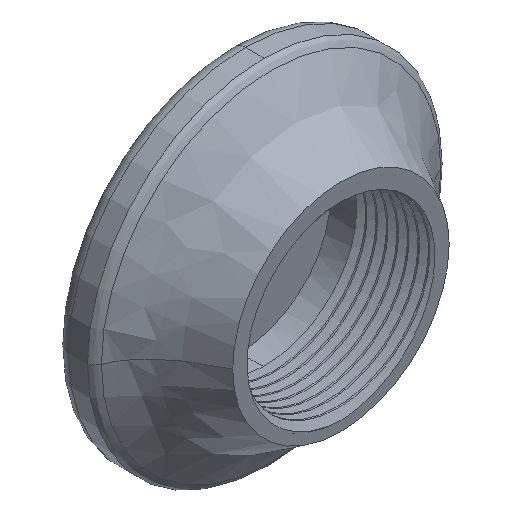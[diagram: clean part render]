
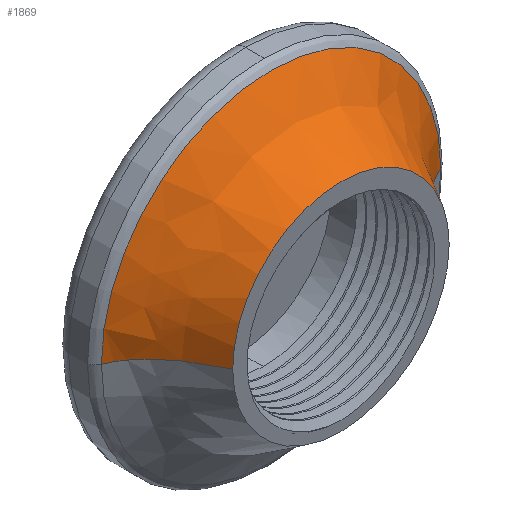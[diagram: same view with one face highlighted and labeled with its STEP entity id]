
A CAD part, isometric view. The second image highlights one B-rep face of the part: STEP entity #1869.
In plain terms, the highlighted free-form (B-spline) face has degree [2, 3] with [3, 4] control points.
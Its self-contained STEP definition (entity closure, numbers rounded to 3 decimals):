
#2 = ORIENTED_EDGE ( 'NONE', *, *, #2004, .T. ) ;
#65 = CIRCLE ( 'NONE', #1204, 24.308 ) ;
#72 = EDGE_CURVE ( 'NONE', #84, #1825, #1556, .T. ) ;
#84 = VERTEX_POINT ( 'NONE', #232 ) ;
#105 = FACE_OUTER_BOUND ( 'NONE', #191, .T. ) ;
#125 = CARTESIAN_POINT ( 'NONE',  ( -19.223, 2.579, 38.446 ) ) ;
#191 = EDGE_LOOP ( 'NONE', ( #996, #1913, #2, #313 ) ) ;
#227 =( BOUNDED_SURFACE ( )  B_SPLINE_SURFACE ( 2, 3, ( 
 ( #1531, #1671, #1370, #1055 ),
 ( #435, #1212, #125, #279 ),
 ( #1364, #1522, #428, #1516 ) ),
 .UNSPECIFIED., .F., .F., .T. ) 
 B_SPLINE_SURFACE_WITH_KNOTS ( ( 3, 3 ),
 ( 4, 4 ),
 ( 0., 1. ),
 ( 0., 1. ),
 .UNSPECIFIED. ) 
 GEOMETRIC_REPRESENTATION_ITEM ( )  RATIONAL_B_SPLINE_SURFACE ( (
 ( 1., 0.333, 0.333, 1.),
 ( 1., 0.333, 0.333, 1.),
 ( 1., 0.333, 0.333, 1.) ) ) 
 REPRESENTATION_ITEM ( '' )  SURFACE ( )  );
#232 = CARTESIAN_POINT ( 'NONE',  ( 15.5, -5.401, 0. ) ) ;
#257 = DIRECTION ( 'NONE',  ( 0., 0., -1. ) ) ;
#279 = CARTESIAN_POINT ( 'NONE',  ( -19.223, 2.579, 0. ) ) ;
#313 = ORIENTED_EDGE ( 'NONE', *, *, #964, .T. ) ;
#360 = DIRECTION ( 'NONE',  ( 0., 0., -1. ) ) ;
#411 = CARTESIAN_POINT ( 'NONE',  ( -15.5, -5.401, 0. ) ) ;
#428 = CARTESIAN_POINT ( 'NONE',  ( -24.308, 4.599, 48.616 ) ) ;
#435 = CARTESIAN_POINT ( 'NONE',  ( 19.223, 2.579, 0. ) ) ;
#557 = DIRECTION ( 'NONE',  ( 0., -1., 0. ) ) ;
#728 = CARTESIAN_POINT ( 'NONE',  ( 0., 4.599, 0. ) ) ;
#781 = B_SPLINE_CURVE_WITH_KNOTS ( 'NONE', 2,
 ( #1562, #1724, #784 ),
 .UNSPECIFIED., .F., .F.,
 ( 3, 3 ),
 ( 0., 1. ),
 .UNSPECIFIED. ) ;
#784 = CARTESIAN_POINT ( 'NONE',  ( 24.308, 4.599, 0. ) ) ;
#911 = CARTESIAN_POINT ( 'NONE',  ( -24.308, 4.599, 0. ) ) ;
#957 = B_SPLINE_CURVE_WITH_KNOTS ( 'NONE', 2,
 ( #411, #1511, #1672 ),
 .UNSPECIFIED., .F., .F.,
 ( 3, 3 ),
 ( 0., 1. ),
 .UNSPECIFIED. ) ;
#964 = EDGE_CURVE ( 'NONE', #1381, #1796, #65, .T. ) ;
#984 = CARTESIAN_POINT ( 'NONE',  ( 0., -5.401, 0. ) ) ;
#996 = ORIENTED_EDGE ( 'NONE', *, *, #1052, .F. ) ;
#1052 = EDGE_CURVE ( 'NONE', #1825, #1796, #957, .T. ) ;
#1055 = CARTESIAN_POINT ( 'NONE',  ( -15.5, -5.401, 0. ) ) ;
#1060 = CARTESIAN_POINT ( 'NONE',  ( -15.5, -5.401, 0. ) ) ;
#1204 = AXIS2_PLACEMENT_3D ( 'NONE', #728, #557, #257 ) ;
#1212 = CARTESIAN_POINT ( 'NONE',  ( 19.223, 2.579, 38.446 ) ) ;
#1296 = DIRECTION ( 'NONE',  ( 0., -1., 0. ) ) ;
#1364 = CARTESIAN_POINT ( 'NONE',  ( 24.308, 4.599, 0. ) ) ;
#1370 = CARTESIAN_POINT ( 'NONE',  ( -15.5, -5.401, 31. ) ) ;
#1381 = VERTEX_POINT ( 'NONE', #1956 ) ;
#1446 = AXIS2_PLACEMENT_3D ( 'NONE', #984, #1296, #360 ) ;
#1511 = CARTESIAN_POINT ( 'NONE',  ( -19.223, 2.579, 0. ) ) ;
#1516 = CARTESIAN_POINT ( 'NONE',  ( -24.308, 4.599, 0. ) ) ;
#1522 = CARTESIAN_POINT ( 'NONE',  ( 24.308, 4.599, 48.616 ) ) ;
#1531 = CARTESIAN_POINT ( 'NONE',  ( 15.5, -5.401, 0. ) ) ;
#1556 = CIRCLE ( 'NONE', #1446, 15.5 ) ;
#1562 = CARTESIAN_POINT ( 'NONE',  ( 15.5, -5.401, 0. ) ) ;
#1671 = CARTESIAN_POINT ( 'NONE',  ( 15.5, -5.401, 31. ) ) ;
#1672 = CARTESIAN_POINT ( 'NONE',  ( -24.308, 4.599, 0. ) ) ;
#1724 = CARTESIAN_POINT ( 'NONE',  ( 19.223, 2.579, 0. ) ) ;
#1796 = VERTEX_POINT ( 'NONE', #911 ) ;
#1825 = VERTEX_POINT ( 'NONE', #1060 ) ;
#1869 = ADVANCED_FACE ( 'NONE', ( #105 ), #227, .T. ) ;
#1913 = ORIENTED_EDGE ( 'NONE', *, *, #72, .F. ) ;
#1956 = CARTESIAN_POINT ( 'NONE',  ( 24.308, 4.599, 0. ) ) ;
#2004 = EDGE_CURVE ( 'NONE', #84, #1381, #781, .T. ) ;
